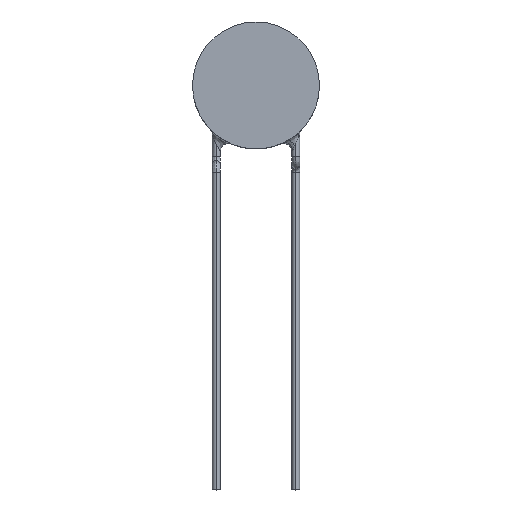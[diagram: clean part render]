
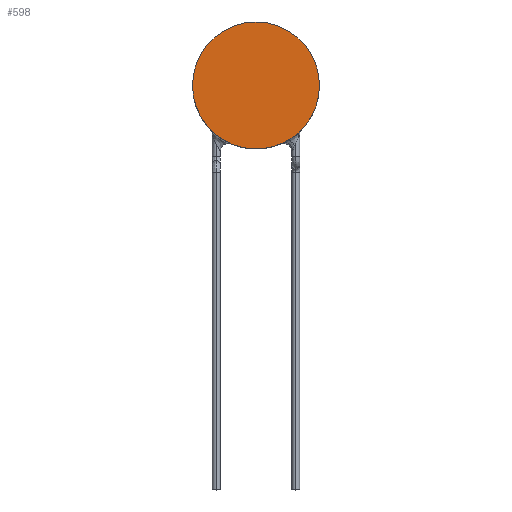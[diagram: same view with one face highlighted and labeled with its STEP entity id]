
A CAD part, top view. The second image highlights one B-rep face of the part: STEP entity #598.
In plain terms, the highlighted planar face has unit normal (0, 0, 1).
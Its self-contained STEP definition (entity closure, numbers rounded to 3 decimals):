
#61 = CARTESIAN_POINT ( 'NONE',  ( 4., 5.5, 2.25 ) ) ;
#92 = CARTESIAN_POINT ( 'NONE',  ( 1.725, 1.891, 2.25 ) ) ;
#137 = VERTEX_POINT ( 'NONE', #397 ) ;
#230 = AXIS2_PLACEMENT_3D ( 'NONE', #418, #1455, #575 ) ;
#272 = EDGE_CURVE ( 'NONE', #137, #448, #1058, .T. ) ;
#277 = CARTESIAN_POINT ( 'NONE',  ( 2.719, 2.566, 2.25 ) ) ;
#297 = CARTESIAN_POINT ( 'NONE',  ( 2.07, 2.077, 2.25 ) ) ;
#394 = CARTESIAN_POINT ( 'NONE',  ( 1.81, 1.932, 2.25 ) ) ;
#397 = CARTESIAN_POINT ( 'NONE',  ( -4., 5.5, 2.25 ) ) ;
#418 = CARTESIAN_POINT ( 'NONE',  ( 0., 5.5, 2.25 ) ) ;
#448 = VERTEX_POINT ( 'NONE', #61 ) ;
#519 = CARTESIAN_POINT ( 'NONE',  ( 2.719, 2.566, 2.25 ) ) ;
#538 = AXIS2_PLACEMENT_3D ( 'NONE', #1742, #876, #1887 ) ;
#556 = CARTESIAN_POINT ( 'NONE',  ( 1.981, 2.025, 2.25 ) ) ;
#575 = DIRECTION ( 'NONE',  ( -1., 0., 0. ) ) ;
#598 = ADVANCED_FACE ( 'NONE', ( #1338 ), #1732, .T. ) ;
#711 = CARTESIAN_POINT ( 'NONE',  ( 2.07, 2.077, 2.25 ) ) ;
#742 = VERTEX_POINT ( 'NONE', #297 ) ;
#854 = DIRECTION ( 'NONE',  ( 0., 0., -1. ) ) ;
#876 = DIRECTION ( 'NONE',  ( 0., 0., 1. ) ) ;
#946 = ORIENTED_EDGE ( 'NONE', *, *, #1869, .F. ) ;
#979 = AXIS2_PLACEMENT_3D ( 'NONE', #1507, #1212, #1789 ) ;
#1004 = VERTEX_POINT ( 'NONE', #1676 ) ;
#1037 = CARTESIAN_POINT ( 'NONE',  ( 2.302, 2.218, 2.25 ) ) ;
#1047 = ORIENTED_EDGE ( 'NONE', *, *, #1830, .T. ) ;
#1058 = CIRCLE ( 'NONE', #979, 4. ) ;
#1082 = AXIS2_PLACEMENT_3D ( 'NONE', #1723, #854, #1871 ) ;
#1134 = ORIENTED_EDGE ( 'NONE', *, *, #1667, .T. ) ;
#1152 = VERTEX_POINT ( 'NONE', #519 ) ;
#1181 = CARTESIAN_POINT ( 'NONE',  ( 2.07, 2.077, 2.25 ) ) ;
#1186 = CARTESIAN_POINT ( 'NONE',  ( 2.52, 2.382, 2.25 ) ) ;
#1212 = DIRECTION ( 'NONE',  ( 0., 0., -1. ) ) ;
#1251 = ORIENTED_EDGE ( 'NONE', *, *, #272, .F. ) ;
#1269 = B_SPLINE_CURVE_WITH_KNOTS ( 'NONE', 3,
 ( #92, #394, #1436, #556, #1584, #711 ),
 .UNSPECIFIED., .F., .F.,
 ( 4, 2, 4 ),
 ( 0., 0., 0. ),
 .UNSPECIFIED. ) ;
#1338 = FACE_OUTER_BOUND ( 'NONE', #1764, .T. ) ;
#1436 = CARTESIAN_POINT ( 'NONE',  ( 1.873, 1.965, 2.25 ) ) ;
#1455 = DIRECTION ( 'NONE',  ( 0., 0., -1. ) ) ;
#1507 = CARTESIAN_POINT ( 'NONE',  ( 0., 5.5, 2.25 ) ) ;
#1584 = CARTESIAN_POINT ( 'NONE',  ( 2.027, 2.051, 2.25 ) ) ;
#1621 = CIRCLE ( 'NONE', #1082, 4. ) ;
#1663 = B_SPLINE_CURVE_WITH_KNOTS ( 'NONE', 3,
 ( #1181, #1037, #1186, #277 ),
 .UNSPECIFIED., .F., .F.,
 ( 4, 4 ),
 ( 0., 0.001 ),
 .UNSPECIFIED. ) ;
#1667 = EDGE_CURVE ( 'NONE', #742, #1152, #1663, .T. ) ;
#1676 = CARTESIAN_POINT ( 'NONE',  ( 1.725, 1.891, 2.25 ) ) ;
#1689 = ORIENTED_EDGE ( 'NONE', *, *, #1772, .F. ) ;
#1723 = CARTESIAN_POINT ( 'NONE',  ( 0., 5.5, 2.25 ) ) ;
#1732 = PLANE ( 'NONE',  #538 ) ;
#1742 = CARTESIAN_POINT ( 'NONE',  ( 0., 5.5, 2.25 ) ) ;
#1764 = EDGE_LOOP ( 'NONE', ( #1689, #1047, #1134, #946, #1251 ) ) ;
#1772 = EDGE_CURVE ( 'NONE', #1004, #137, #1621, .T. ) ;
#1789 = DIRECTION ( 'NONE',  ( -1., 0., 0. ) ) ;
#1820 = CIRCLE ( 'NONE', #230, 4. ) ;
#1830 = EDGE_CURVE ( 'NONE', #1004, #742, #1269, .T. ) ;
#1869 = EDGE_CURVE ( 'NONE', #448, #1152, #1820, .T. ) ;
#1871 = DIRECTION ( 'NONE',  ( -1., 0., 0. ) ) ;
#1887 = DIRECTION ( 'NONE',  ( 1., 0., 0. ) ) ;
